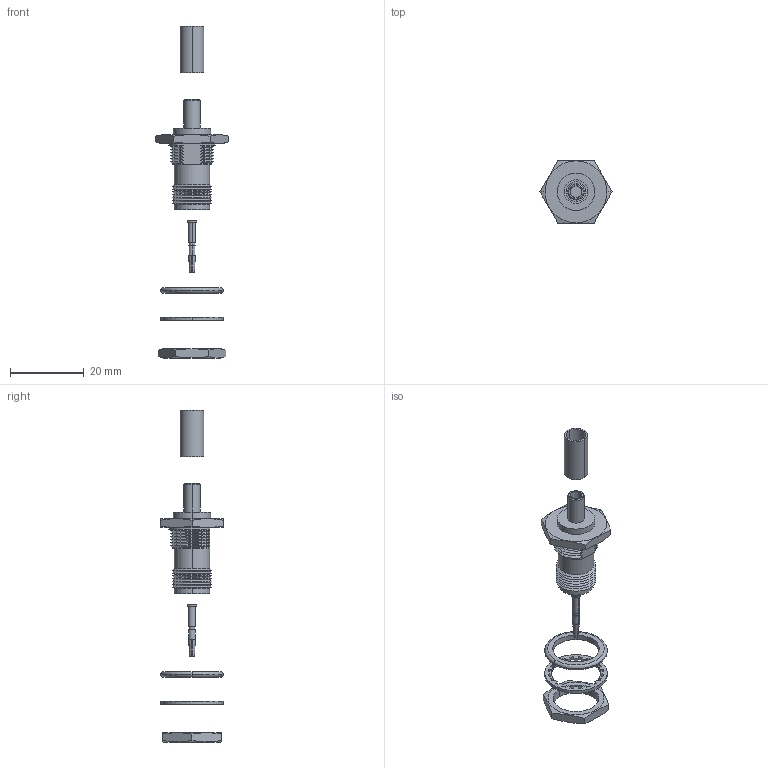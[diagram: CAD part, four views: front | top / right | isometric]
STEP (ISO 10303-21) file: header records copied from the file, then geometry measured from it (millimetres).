
FILE_DESCRIPTION (( 'STEP AP203' ), '1' );
FILE_NAME ('ATF-3700.STEP', '2010-12-16T13:35:35', ( 'x' ), ( 'Microsoft' ), 'SwSTEP 2.0', 'SolidWorks 2010', '' );
FILE_SCHEMA (( 'CONFIG_CONTROL_DESIGN' ));
Length unit declared in the file: inch
Products named in the file (7): ATF-3700-MA3; ATF-3700; ATF-3700-MA1; ATF-3700-MA4; ATF-3700-MA2_without fillets; ATF-3700-MA5; ATF-3700-MA6
Assembly tree (6 placements, depth 2):
  ATF-3700
    ATF-3700-MA6
    ATF-3700-MA2_without fillets
    ATF-3700-MA1
    ATF-3700-MA4
    ATF-3700-MA5
    ATF-3700-MA3
Bounding box: 19.62 x 16.99 x 90.31 mm (x, y, z)
Volume: 2373 mm3; surface area: 3879.2 mm2
Topology: 6 solids, 6 shells, 291 faces, 707 edges, 440 vertices
Faces by surface type: cylinder 115, plane 94, cone 70, torus 12
Entity records: 9542 total; most frequent: CARTESIAN_POINT 1819, DIRECTION 1557, ORIENTED_EDGE 1414, EDGE_CURVE 707, AXIS2_PLACEMENT_3D 610, VERTEX_POINT 440, VECTOR 337, LINE 337
